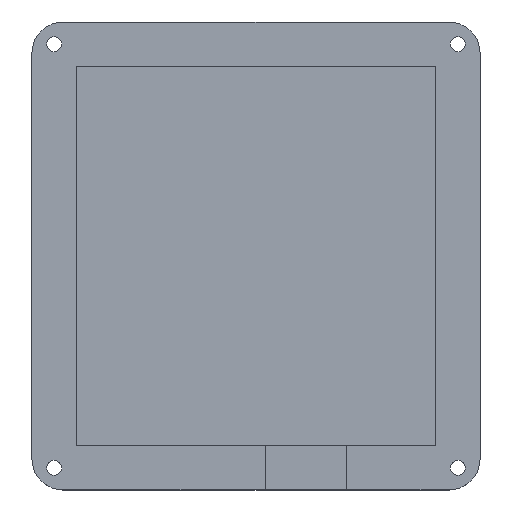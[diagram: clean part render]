
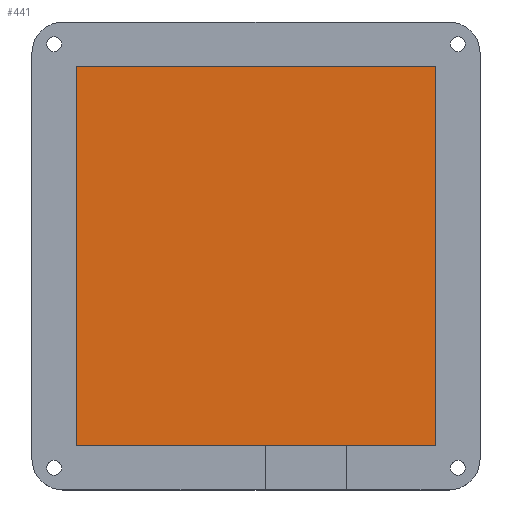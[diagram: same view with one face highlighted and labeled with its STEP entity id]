
A CAD part, top view. The second image highlights one B-rep face of the part: STEP entity #441.
In plain terms, the highlighted planar face has unit normal (0, 0, 1).
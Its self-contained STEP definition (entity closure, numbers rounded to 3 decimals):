
#35=PLANE('',#481);
#57=FACE_OUTER_BOUND('',#83,.T.);
#83=EDGE_LOOP('',(#397,#398,#399,#400));
#126=LINE('',#714,#170);
#128=LINE('',#718,#172);
#130=LINE('',#722,#174);
#132=LINE('',#725,#176);
#170=VECTOR('',#588,10.);
#172=VECTOR('',#592,10.);
#174=VECTOR('',#596,10.);
#176=VECTOR('',#600,10.);
#229=VERTEX_POINT('',#711);
#230=VERTEX_POINT('',#713);
#231=VERTEX_POINT('',#717);
#232=VERTEX_POINT('',#721);
#286=EDGE_CURVE('',#230,#229,#126,.T.);
#288=EDGE_CURVE('',#231,#230,#128,.T.);
#290=EDGE_CURVE('',#229,#232,#130,.T.);
#292=EDGE_CURVE('',#232,#231,#132,.T.);
#397=ORIENTED_EDGE('',*,*,#288,.T.);
#398=ORIENTED_EDGE('',*,*,#286,.T.);
#399=ORIENTED_EDGE('',*,*,#290,.T.);
#400=ORIENTED_EDGE('',*,*,#292,.T.);
#441=ADVANCED_FACE('',(#57),#35,.T.);
#481=AXIS2_PLACEMENT_3D('',#726,#601,#602);
#588=DIRECTION('',(1.,0.,0.));
#592=DIRECTION('',(0.,-1.,0.));
#596=DIRECTION('',(0.,1.,0.));
#600=DIRECTION('',(-1.,0.,0.));
#601=DIRECTION('center_axis',(0.,0.,1.));
#602=DIRECTION('ref_axis',(1.,0.,0.));
#711=CARTESIAN_POINT('',(40.7,-42.95,3.));
#713=CARTESIAN_POINT('',(-40.7,-42.95,3.));
#714=CARTESIAN_POINT('',(-40.7,-42.95,3.));
#717=CARTESIAN_POINT('',(-40.7,42.95,3.));
#718=CARTESIAN_POINT('',(-40.7,42.95,3.));
#721=CARTESIAN_POINT('',(40.7,42.95,3.));
#722=CARTESIAN_POINT('',(40.7,-42.95,3.));
#725=CARTESIAN_POINT('',(40.7,42.95,3.));
#726=CARTESIAN_POINT('Origin',(0.,0.,3.));
